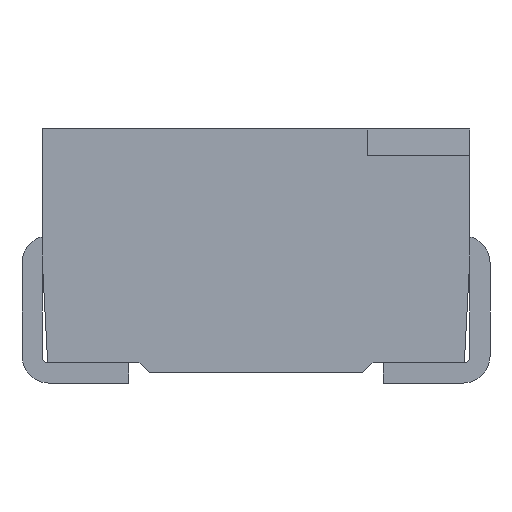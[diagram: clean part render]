
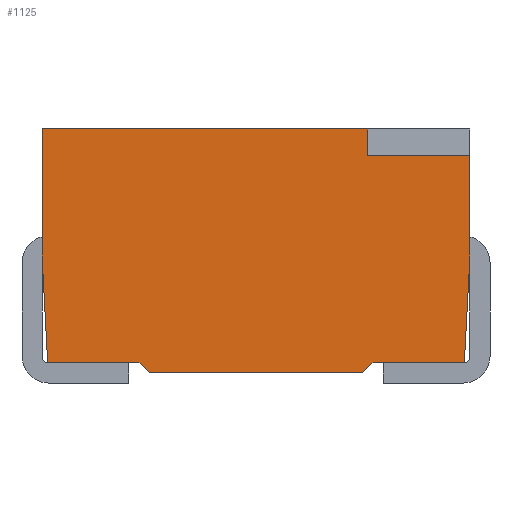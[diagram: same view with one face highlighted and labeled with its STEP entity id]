
A CAD part, front view. The second image highlights one B-rep face of the part: STEP entity #1125.
In plain terms, the highlighted planar face has unit normal (0, -1, 0).
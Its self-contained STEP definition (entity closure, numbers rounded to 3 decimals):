
#66 = VERTEX_POINT ( 'NONE', #1851 ) ;
#75 = CARTESIAN_POINT ( 'NONE',  ( -0.8, -1.4, 0.075 ) ) ;
#96 = CARTESIAN_POINT ( 'NONE',  ( 0.834, -1.4, 1.7 ) ) ;
#264 = ORIENTED_EDGE ( 'NONE', *, *, #2399, .F. ) ;
#279 = ORIENTED_EDGE ( 'NONE', *, *, #281, .F. ) ;
#281 = EDGE_CURVE ( 'NONE', #1920, #1991, #2045, .T. ) ;
#291 = DIRECTION ( 'NONE',  ( -1., 0., 0. ) ) ;
#304 = LINE ( 'NONE', #1179, #2803 ) ;
#336 = PLANE ( 'NONE',  #1446 ) ;
#385 = CARTESIAN_POINT ( 'NONE',  ( -1.6, -1.4, 1.9 ) ) ;
#406 = VECTOR ( 'NONE', #2223, 1000. ) ;
#418 = VERTEX_POINT ( 'NONE', #1569 ) ;
#455 = CARTESIAN_POINT ( 'NONE',  ( -0.875, -1.4, 0.15 ) ) ;
#462 = LINE ( 'NONE', #1985, #406 ) ;
#475 = LINE ( 'NONE', #657, #2332 ) ;
#504 = CARTESIAN_POINT ( 'NONE',  ( 0.875, -1.4, 0.15 ) ) ;
#570 = EDGE_CURVE ( 'NONE', #1613, #956, #1874, .T. ) ;
#580 = DIRECTION ( 'NONE',  ( 0., 0., -1. ) ) ;
#657 = CARTESIAN_POINT ( 'NONE',  ( -1.6, -1.4, 0. ) ) ;
#673 = VECTOR ( 'NONE', #2117, 1000. ) ;
#704 = EDGE_CURVE ( 'NONE', #1013, #1920, #475, .T. ) ;
#714 = DIRECTION ( 'NONE',  ( -1., 0., 0. ) ) ;
#741 = EDGE_CURVE ( 'NONE', #1462, #1243, #2224, .T. ) ;
#805 = DIRECTION ( 'NONE',  ( 0., 0., 1. ) ) ;
#868 = ORIENTED_EDGE ( 'NONE', *, *, #1956, .F. ) ;
#923 = CARTESIAN_POINT ( 'NONE',  ( -1.6, -1.4, 1.9 ) ) ;
#948 = DIRECTION ( 'NONE',  ( -0.707, 0., 0.707 ) ) ;
#956 = VERTEX_POINT ( 'NONE', #1612 ) ;
#982 = EDGE_CURVE ( 'NONE', #1531, #1013, #2523, .T. ) ;
#1013 = VERTEX_POINT ( 'NONE', #2508 ) ;
#1048 = CARTESIAN_POINT ( 'NONE',  ( 0., -1.4, 0.15 ) ) ;
#1060 = LINE ( 'NONE', #1048, #673 ) ;
#1063 = DIRECTION ( 'NONE',  ( 0., 0., -1. ) ) ;
#1125 = ADVANCED_FACE ( 'NONE', ( #1427 ), #336, .F. ) ;
#1179 = CARTESIAN_POINT ( 'NONE',  ( 1.558, -1.4, 0.15 ) ) ;
#1182 = DIRECTION ( 'NONE',  ( 1., 0., 0. ) ) ;
#1222 = VERTEX_POINT ( 'NONE', #455 ) ;
#1243 = VERTEX_POINT ( 'NONE', #2167 ) ;
#1338 = EDGE_CURVE ( 'NONE', #1243, #1222, #2307, .T. ) ;
#1386 = ORIENTED_EDGE ( 'NONE', *, *, #1338, .F. ) ;
#1412 = ORIENTED_EDGE ( 'NONE', *, *, #570, .F. ) ;
#1414 = LINE ( 'NONE', #504, #2289 ) ;
#1425 = LINE ( 'NONE', #2292, #1551 ) ;
#1427 = FACE_OUTER_BOUND ( 'NONE', #1741, .T. ) ;
#1446 = AXIS2_PLACEMENT_3D ( 'NONE', #2796, #2609, #805 ) ;
#1462 = VERTEX_POINT ( 'NONE', #2792 ) ;
#1531 = VERTEX_POINT ( 'NONE', #2451 ) ;
#1537 = DIRECTION ( 'NONE',  ( 0., 0., 1. ) ) ;
#1541 = ORIENTED_EDGE ( 'NONE', *, *, #741, .F. ) ;
#1551 = VECTOR ( 'NONE', #1182, 1000. ) ;
#1569 = CARTESIAN_POINT ( 'NONE',  ( 0.875, -1.4, 0.15 ) ) ;
#1578 = EDGE_CURVE ( 'NONE', #66, #418, #304, .T. ) ;
#1588 = VERTEX_POINT ( 'NONE', #96 ) ;
#1589 = VECTOR ( 'NONE', #714, 1000. ) ;
#1612 = CARTESIAN_POINT ( 'NONE',  ( 1.6, -1.4, 0.95 ) ) ;
#1613 = VERTEX_POINT ( 'NONE', #2813 ) ;
#1638 = DIRECTION ( 'NONE',  ( -0.052, 0., 0.999 ) ) ;
#1658 = ORIENTED_EDGE ( 'NONE', *, *, #2534, .F. ) ;
#1741 = EDGE_LOOP ( 'NONE', ( #279, #2235, #1988, #868, #1386, #1541, #2419, #2257, #264, #1412, #2661, #1658 ) ) ;
#1806 = DIRECTION ( 'NONE',  ( 1., 0., 0. ) ) ;
#1851 = CARTESIAN_POINT ( 'NONE',  ( 1.558, -1.4, 0.15 ) ) ;
#1860 = CARTESIAN_POINT ( 'NONE',  ( -1.558, -1.4, 0.15 ) ) ;
#1874 = LINE ( 'NONE', #2766, #1942 ) ;
#1920 = VERTEX_POINT ( 'NONE', #385 ) ;
#1942 = VECTOR ( 'NONE', #580, 1000. ) ;
#1945 = VECTOR ( 'NONE', #1638, 1000. ) ;
#1947 = VECTOR ( 'NONE', #948, 1000. ) ;
#1956 = EDGE_CURVE ( 'NONE', #1222, #1531, #1060, .T. ) ;
#1957 = CARTESIAN_POINT ( 'NONE',  ( 0.834, -1.4, 1.9 ) ) ;
#1985 = CARTESIAN_POINT ( 'NONE',  ( 1.6, -1.4, 0.95 ) ) ;
#1988 = ORIENTED_EDGE ( 'NONE', *, *, #982, .F. ) ;
#1991 = VERTEX_POINT ( 'NONE', #1957 ) ;
#2045 = LINE ( 'NONE', #923, #2613 ) ;
#2097 = EDGE_CURVE ( 'NONE', #1588, #1613, #1425, .T. ) ;
#2117 = DIRECTION ( 'NONE',  ( -1., 0., 0. ) ) ;
#2143 = VECTOR ( 'NONE', #1063, 1000. ) ;
#2156 = LINE ( 'NONE', #2385, #2143 ) ;
#2167 = CARTESIAN_POINT ( 'NONE',  ( -0.8, -1.4, 0.075 ) ) ;
#2223 = DIRECTION ( 'NONE',  ( -0.052, 0., -0.999 ) ) ;
#2224 = LINE ( 'NONE', #2483, #1589 ) ;
#2235 = ORIENTED_EDGE ( 'NONE', *, *, #704, .F. ) ;
#2257 = ORIENTED_EDGE ( 'NONE', *, *, #1578, .F. ) ;
#2263 = DIRECTION ( 'NONE',  ( -0.707, 0., -0.707 ) ) ;
#2289 = VECTOR ( 'NONE', #2263, 1000. ) ;
#2292 = CARTESIAN_POINT ( 'NONE',  ( 0., -1.4, 1.7 ) ) ;
#2307 = LINE ( 'NONE', #75, #1947 ) ;
#2332 = VECTOR ( 'NONE', #1537, 1000. ) ;
#2385 = CARTESIAN_POINT ( 'NONE',  ( 0.834, -1.4, 0. ) ) ;
#2399 = EDGE_CURVE ( 'NONE', #956, #66, #462, .T. ) ;
#2419 = ORIENTED_EDGE ( 'NONE', *, *, #2657, .F. ) ;
#2451 = CARTESIAN_POINT ( 'NONE',  ( -1.558, -1.4, 0.15 ) ) ;
#2483 = CARTESIAN_POINT ( 'NONE',  ( 0.8, -1.4, 0.075 ) ) ;
#2508 = CARTESIAN_POINT ( 'NONE',  ( -1.6, -1.4, 0.95 ) ) ;
#2523 = LINE ( 'NONE', #1860, #1945 ) ;
#2534 = EDGE_CURVE ( 'NONE', #1991, #1588, #2156, .T. ) ;
#2609 = DIRECTION ( 'NONE',  ( 0., 1., 0. ) ) ;
#2613 = VECTOR ( 'NONE', #1806, 1000. ) ;
#2657 = EDGE_CURVE ( 'NONE', #418, #1462, #1414, .T. ) ;
#2661 = ORIENTED_EDGE ( 'NONE', *, *, #2097, .F. ) ;
#2766 = CARTESIAN_POINT ( 'NONE',  ( 1.6, -1.4, 0. ) ) ;
#2792 = CARTESIAN_POINT ( 'NONE',  ( 0.8, -1.4, 0.075 ) ) ;
#2796 = CARTESIAN_POINT ( 'NONE',  ( 0., -1.4, 0. ) ) ;
#2803 = VECTOR ( 'NONE', #291, 1000. ) ;
#2813 = CARTESIAN_POINT ( 'NONE',  ( 1.6, -1.4, 1.7 ) ) ;
